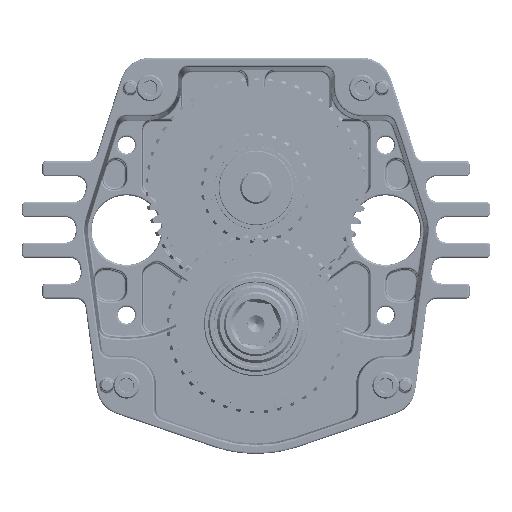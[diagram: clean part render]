
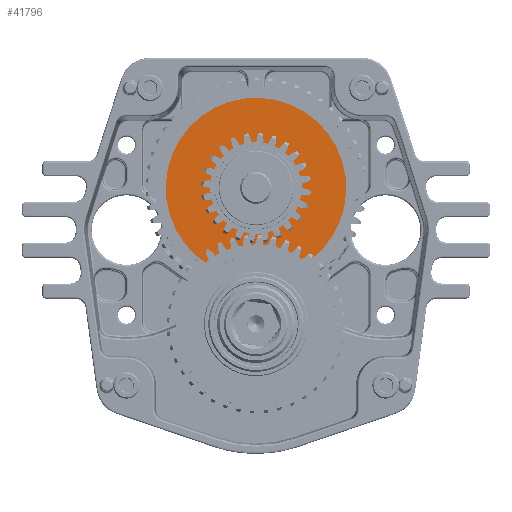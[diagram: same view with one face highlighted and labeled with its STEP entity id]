
A CAD part, top view. The second image highlights one B-rep face of the part: STEP entity #41796.
In plain terms, the highlighted face is planar.
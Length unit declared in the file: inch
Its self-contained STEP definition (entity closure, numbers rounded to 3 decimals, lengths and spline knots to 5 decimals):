
#10122 = FACE_OUTER_BOUND ( 'NONE', #58263, .T. ) ;
#14147 = DIRECTION ( 'NONE',  ( 0., 0., -1. ) ) ;
#20206 = CIRCLE ( 'NONE', #76200, 0.2625 ) ;
#21315 = AXIS2_PLACEMENT_3D ( 'NONE', #22627, #69211, #14147 ) ;
#22627 = CARTESIAN_POINT ( 'NONE',  ( 0.1375, 0., 0. ) ) ;
#25367 = EDGE_CURVE ( 'NONE', #95433, #84070, #42023, .T. ) ;
#28222 = CARTESIAN_POINT ( 'NONE',  ( 0.1375, 0., 0. ) ) ;
#32280 = AXIS2_PLACEMENT_3D ( 'NONE', #69754, #70258, #40638 ) ;
#35090 = CARTESIAN_POINT ( 'NONE',  ( 0.1375, 0., -0.2625 ) ) ;
#38068 = DIRECTION ( 'NONE',  ( 0., 0., -1. ) ) ;
#39658 = FACE_BOUND ( 'NONE', #42862, .T. ) ;
#40483 = ORIENTED_EDGE ( 'NONE', *, *, #79641, .T. ) ;
#40638 = DIRECTION ( 'NONE',  ( 0., 0., -1. ) ) ;
#41757 = EDGE_CURVE ( 'NONE', #84070, #95433, #88637, .T. ) ;
#41796 = ADVANCED_FACE ( 'NONE', ( #10122, #39658 ), #93337, .F. ) ;
#41913 = AXIS2_PLACEMENT_3D ( 'NONE', #54646, #71255, #48157 ) ;
#42023 = CIRCLE ( 'NONE', #21315, 1.0625 ) ;
#42862 = EDGE_LOOP ( 'NONE', ( #55118, #40483 ) ) ;
#48055 = CARTESIAN_POINT ( 'NONE',  ( 0.1375, 0., 1.0625 ) ) ;
#48157 = DIRECTION ( 'NONE',  ( 0., 0., -1. ) ) ;
#52128 = CARTESIAN_POINT ( 'NONE',  ( 0.1375, 0., 0. ) ) ;
#53650 = CIRCLE ( 'NONE', #61716, 0.2625 ) ;
#54646 = CARTESIAN_POINT ( 'NONE',  ( 0.1375, 0., 0. ) ) ;
#55118 = ORIENTED_EDGE ( 'NONE', *, *, #97882, .T. ) ;
#56295 = VERTEX_POINT ( 'NONE', #35090 ) ;
#58263 = EDGE_LOOP ( 'NONE', ( #61217, #64931 ) ) ;
#58789 = DIRECTION ( 'NONE',  ( 1., 0., 0. ) ) ;
#61217 = ORIENTED_EDGE ( 'NONE', *, *, #25367, .F. ) ;
#61716 = AXIS2_PLACEMENT_3D ( 'NONE', #28222, #58789, #88932 ) ;
#64931 = ORIENTED_EDGE ( 'NONE', *, *, #41757, .F. ) ;
#67713 = DIRECTION ( 'NONE',  ( 1., 0., 0. ) ) ;
#69211 = DIRECTION ( 'NONE',  ( 1., 0., 0. ) ) ;
#69754 = CARTESIAN_POINT ( 'NONE',  ( 0.1375, 0., 0. ) ) ;
#70258 = DIRECTION ( 'NONE',  ( 1., 0., 0. ) ) ;
#71255 = DIRECTION ( 'NONE',  ( 1., 0., 0. ) ) ;
#75791 = CARTESIAN_POINT ( 'NONE',  ( 0.1375, 0., 0.2625 ) ) ;
#76200 = AXIS2_PLACEMENT_3D ( 'NONE', #52128, #67713, #38068 ) ;
#79641 = EDGE_CURVE ( 'NONE', #80735, #56295, #20206, .T. ) ;
#80619 = CARTESIAN_POINT ( 'NONE',  ( 0.1375, 0., -1.0625 ) ) ;
#80735 = VERTEX_POINT ( 'NONE', #75791 ) ;
#84070 = VERTEX_POINT ( 'NONE', #80619 ) ;
#88637 = CIRCLE ( 'NONE', #41913, 1.0625 ) ;
#88932 = DIRECTION ( 'NONE',  ( 0., 0., -1. ) ) ;
#93337 = PLANE ( 'NONE',  #32280 ) ;
#95433 = VERTEX_POINT ( 'NONE', #48055 ) ;
#97882 = EDGE_CURVE ( 'NONE', #56295, #80735, #53650, .T. ) ;
